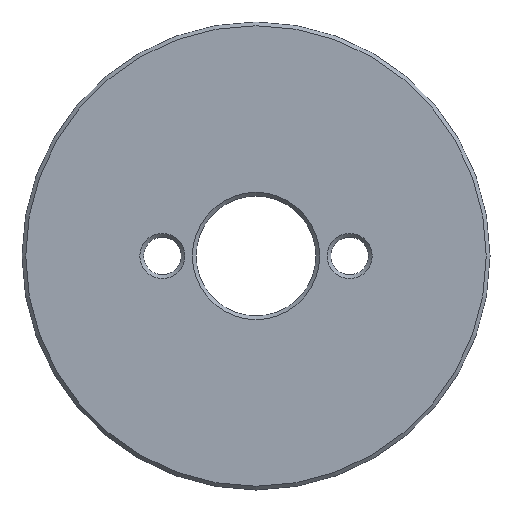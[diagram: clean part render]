
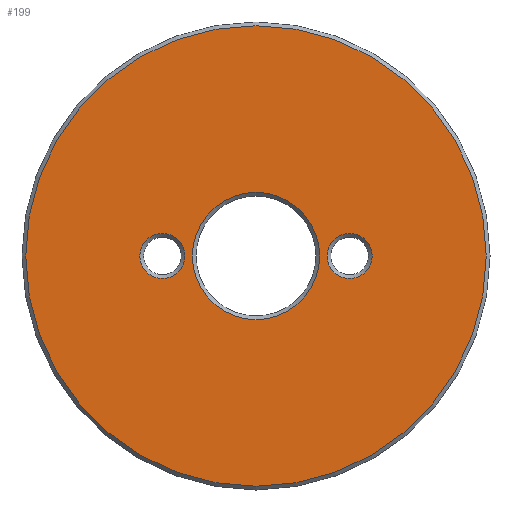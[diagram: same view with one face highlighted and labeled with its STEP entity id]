
A CAD part, front view. The second image highlights one B-rep face of the part: STEP entity #199.
In plain terms, the highlighted planar face has unit normal (0, -1, 0).
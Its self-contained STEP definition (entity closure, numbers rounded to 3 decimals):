
#3 = EDGE_CURVE ( 'NONE', #378, #378, #266, .T. ) ;
#12 = ORIENTED_EDGE ( 'NONE', *, *, #236, .T. ) ;
#17 = CIRCLE ( 'NONE', #135, 1.205 ) ;
#22 = CARTESIAN_POINT ( 'NONE',  ( 0., 0., 0. ) ) ;
#27 = CARTESIAN_POINT ( 'NONE',  ( 0., 0., 0. ) ) ;
#28 = FACE_BOUND ( 'NONE', #364, .T. ) ;
#34 = EDGE_CURVE ( 'NONE', #229, #229, #309, .T. ) ;
#45 = AXIS2_PLACEMENT_3D ( 'NONE', #68, #343, #280 ) ;
#50 = DIRECTION ( 'NONE',  ( 0., -1., 0. ) ) ;
#63 = FACE_BOUND ( 'NONE', #227, .T. ) ;
#66 = AXIS2_PLACEMENT_3D ( 'NONE', #121, #158, #125 ) ;
#68 = CARTESIAN_POINT ( 'NONE',  ( -5., 0., 0. ) ) ;
#79 = CARTESIAN_POINT ( 'NONE',  ( 5., 0., 1.205 ) ) ;
#96 = FACE_BOUND ( 'NONE', #173, .T. ) ;
#98 = CARTESIAN_POINT ( 'NONE',  ( 0., 0., 12.3 ) ) ;
#114 = DIRECTION ( 'NONE',  ( 0., 0., 1. ) ) ;
#121 = CARTESIAN_POINT ( 'NONE',  ( 0., 0., 0. ) ) ;
#123 = FACE_OUTER_BOUND ( 'NONE', #230, .T. ) ;
#125 = DIRECTION ( 'NONE',  ( 0., 0., 1. ) ) ;
#135 = AXIS2_PLACEMENT_3D ( 'NONE', #375, #339, #217 ) ;
#147 = ORIENTED_EDGE ( 'NONE', *, *, #3, .T. ) ;
#158 = DIRECTION ( 'NONE',  ( 0., 1., 0. ) ) ;
#173 = EDGE_LOOP ( 'NONE', ( #200 ) ) ;
#186 = EDGE_CURVE ( 'NONE', #193, #193, #17, .T. ) ;
#193 = VERTEX_POINT ( 'NONE', #79 ) ;
#199 = ADVANCED_FACE ( 'NONE', ( #63, #96, #28, #123 ), #308, .F. ) ;
#200 = ORIENTED_EDGE ( 'NONE', *, *, #186, .T. ) ;
#217 = DIRECTION ( 'NONE',  ( 0., 0., 1. ) ) ;
#221 = CIRCLE ( 'NONE', #45, 1.205 ) ;
#223 = VERTEX_POINT ( 'NONE', #316 ) ;
#227 = EDGE_LOOP ( 'NONE', ( #12 ) ) ;
#229 = VERTEX_POINT ( 'NONE', #260 ) ;
#230 = EDGE_LOOP ( 'NONE', ( #147 ) ) ;
#236 = EDGE_CURVE ( 'NONE', #223, #223, #221, .T. ) ;
#260 = CARTESIAN_POINT ( 'NONE',  ( 0., 0., 3.4 ) ) ;
#266 = CIRCLE ( 'NONE', #319, 12.3 ) ;
#280 = DIRECTION ( 'NONE',  ( 0., 0., 1. ) ) ;
#294 = DIRECTION ( 'NONE',  ( 0., 0., 1. ) ) ;
#295 = AXIS2_PLACEMENT_3D ( 'NONE', #22, #393, #114 ) ;
#308 = PLANE ( 'NONE',  #66 ) ;
#309 = CIRCLE ( 'NONE', #295, 3.4 ) ;
#316 = CARTESIAN_POINT ( 'NONE',  ( -5., 0., 1.205 ) ) ;
#319 = AXIS2_PLACEMENT_3D ( 'NONE', #27, #50, #294 ) ;
#339 = DIRECTION ( 'NONE',  ( 0., 1., 0. ) ) ;
#343 = DIRECTION ( 'NONE',  ( 0., 1., 0. ) ) ;
#362 = ORIENTED_EDGE ( 'NONE', *, *, #34, .T. ) ;
#364 = EDGE_LOOP ( 'NONE', ( #362 ) ) ;
#375 = CARTESIAN_POINT ( 'NONE',  ( 5., 0., 0. ) ) ;
#378 = VERTEX_POINT ( 'NONE', #98 ) ;
#393 = DIRECTION ( 'NONE',  ( 0., 1., 0. ) ) ;
